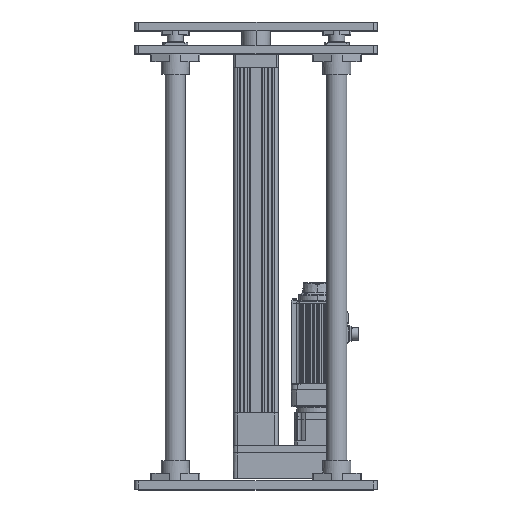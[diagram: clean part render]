
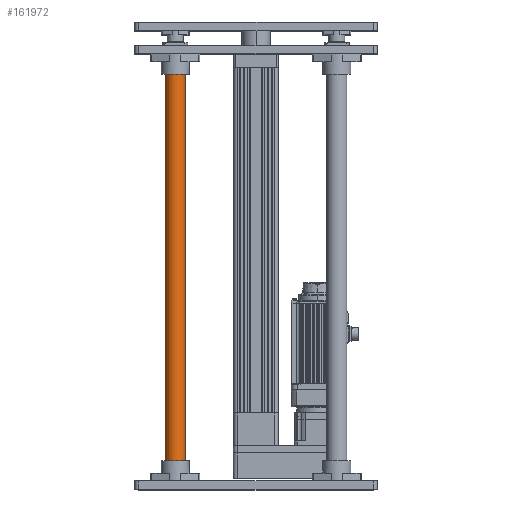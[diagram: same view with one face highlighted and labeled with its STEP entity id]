
A CAD part, top view. The second image highlights one B-rep face of the part: STEP entity #161972.
In plain terms, the highlighted cylindrical face has radius 25 mm (diameter 50 mm), a partial arc.
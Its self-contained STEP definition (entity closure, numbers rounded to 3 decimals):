
#8922 = CIRCLE ( 'NONE', #116902, 25. ) ;
#10441 = AXIS2_PLACEMENT_3D ( 'NONE', #188136, #185246, #114784 ) ;
#23095 = FACE_OUTER_BOUND ( 'NONE', #168961, .T. ) ;
#23609 = EDGE_CURVE ( 'NONE', #96571, #53743, #126862, .T. ) ;
#28537 = CARTESIAN_POINT ( 'NONE',  ( 25., 0., 0. ) ) ;
#34703 = CARTESIAN_POINT ( 'NONE',  ( 0., 0., 0. ) ) ;
#36199 = ORIENTED_EDGE ( 'NONE', *, *, #62506, .T. ) ;
#51358 = EDGE_CURVE ( 'NONE', #96571, #160426, #8922, .T. ) ;
#53623 = VECTOR ( 'NONE', #124975, 1000. ) ;
#53743 = VERTEX_POINT ( 'NONE', #28537 ) ;
#62506 = EDGE_CURVE ( 'NONE', #53743, #65571, #78226, .T. ) ;
#63725 = CARTESIAN_POINT ( 'NONE',  ( -25., 0., 0. ) ) ;
#65571 = VERTEX_POINT ( 'NONE', #63725 ) ;
#73971 = DIRECTION ( 'NONE',  ( 0., 0., -1. ) ) ;
#78226 = CIRCLE ( 'NONE', #99874, 25. ) ;
#80037 = DIRECTION ( 'NONE',  ( 1., 0., 0. ) ) ;
#81481 = CARTESIAN_POINT ( 'NONE',  ( 25., 0., 1056. ) ) ;
#82541 = ORIENTED_EDGE ( 'NONE', *, *, #23609, .T. ) ;
#89653 = DIRECTION ( 'NONE',  ( 1., 0., 0. ) ) ;
#92829 = ORIENTED_EDGE ( 'NONE', *, *, #136135, .F. ) ;
#96571 = VERTEX_POINT ( 'NONE', #181664 ) ;
#99874 = AXIS2_PLACEMENT_3D ( 'NONE', #34703, #109016, #80037 ) ;
#103895 = LINE ( 'NONE', #190792, #108999 ) ;
#108999 = VECTOR ( 'NONE', #73971, 1000. ) ;
#109016 = DIRECTION ( 'NONE',  ( 0., 0., 1. ) ) ;
#114784 = DIRECTION ( 'NONE',  ( -1., 0., 0. ) ) ;
#116902 = AXIS2_PLACEMENT_3D ( 'NONE', #121489, #134052, #89653 ) ;
#121489 = CARTESIAN_POINT ( 'NONE',  ( 0., 0., 1056. ) ) ;
#124975 = DIRECTION ( 'NONE',  ( 0., 0., -1. ) ) ;
#126862 = LINE ( 'NONE', #81481, #53623 ) ;
#134052 = DIRECTION ( 'NONE',  ( 0., 0., 1. ) ) ;
#136135 = EDGE_CURVE ( 'NONE', #160426, #65571, #103895, .T. ) ;
#141801 = CYLINDRICAL_SURFACE ( 'NONE', #10441, 25. ) ;
#151844 = ORIENTED_EDGE ( 'NONE', *, *, #51358, .F. ) ;
#153680 = CARTESIAN_POINT ( 'NONE',  ( -25., 0., 1056. ) ) ;
#160426 = VERTEX_POINT ( 'NONE', #153680 ) ;
#161972 = ADVANCED_FACE ( 'NONE', ( #23095 ), #141801, .T. ) ;
#168961 = EDGE_LOOP ( 'NONE', ( #151844, #82541, #36199, #92829 ) ) ;
#181664 = CARTESIAN_POINT ( 'NONE',  ( 25., 0., 1056. ) ) ;
#185246 = DIRECTION ( 'NONE',  ( 0., 0., -1. ) ) ;
#188136 = CARTESIAN_POINT ( 'NONE',  ( 0., 0., 1056. ) ) ;
#190792 = CARTESIAN_POINT ( 'NONE',  ( -25., 0., 1056. ) ) ;
